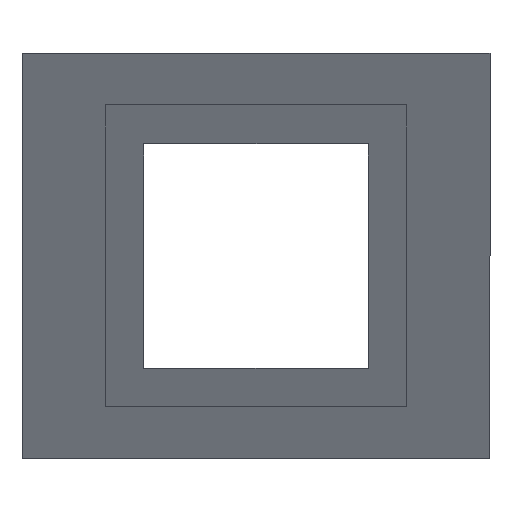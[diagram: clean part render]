
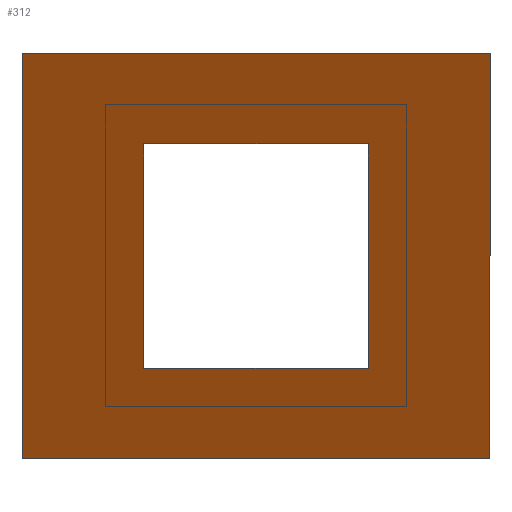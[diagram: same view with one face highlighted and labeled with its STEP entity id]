
A CAD part, front view. The second image highlights one B-rep face of the part: STEP entity #312.
In plain terms, the highlighted planar face has unit normal (0, -0.866, -0.5).
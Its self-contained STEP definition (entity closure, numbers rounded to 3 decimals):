
#159 = VERTEX_POINT ( 'NONE', #619 ) ;
#161 = EDGE_CURVE ( 'NONE', #162, #159, #618, .T. ) ;
#162 = VERTEX_POINT ( 'NONE', #614 ) ;
#197 = VERTEX_POINT ( 'NONE', #681 ) ;
#213 = VERTEX_POINT ( 'NONE', #654 ) ;
#215 = EDGE_CURVE ( 'NONE', #216, #213, #716, .T. ) ;
#216 = VERTEX_POINT ( 'NONE', #712 ) ;
#234 = EDGE_LOOP ( 'NONE', ( #235, #236, #238, #295 ) ) ;
#235 = ORIENTED_EDGE ( 'NONE', *, *, #215, .T. ) ;
#236 = ORIENTED_EDGE ( 'NONE', *, *, #237, .T. ) ;
#237 = EDGE_CURVE ( 'NONE', #213, #162, #749, .T. ) ;
#238 = ORIENTED_EDGE ( 'NONE', *, *, #161, .T. ) ;
#239 = EDGE_CURVE ( 'NONE', #264, #197, #745, .T. ) ;
#246 = VERTEX_POINT ( 'NONE', #731 ) ;
#248 = EDGE_CURVE ( 'NONE', #246, #264, #730, .T. ) ;
#255 = EDGE_CURVE ( 'NONE', #197, #256, #781, .T. ) ;
#256 = VERTEX_POINT ( 'NONE', #777 ) ;
#264 = VERTEX_POINT ( 'NONE', #762 ) ;
#295 = ORIENTED_EDGE ( 'NONE', *, *, #296, .T. ) ;
#296 = EDGE_CURVE ( 'NONE', #159, #216, #785, .T. ) ;
#297 = EDGE_LOOP ( 'NONE', ( #298, #299, #300, #301 ) ) ;
#298 = ORIENTED_EDGE ( 'NONE', *, *, #255, .F. ) ;
#299 = ORIENTED_EDGE ( 'NONE', *, *, #239, .F. ) ;
#300 = ORIENTED_EDGE ( 'NONE', *, *, #248, .F. ) ;
#301 = ORIENTED_EDGE ( 'NONE', *, *, #310, .F. ) ;
#310 = EDGE_CURVE ( 'NONE', #256, #246, #830, .T. ) ;
#312 = ADVANCED_FACE ( 'NONE', ( #823, #822 ), #821, .T. ) ;
#614 = CARTESIAN_POINT ( 'NONE',  ( 202.5, -275.107, 474.5 ) ) ;
#615 = DIRECTION ( 'NONE',  ( 0., 0.5, -0.866 ) ) ;
#616 = VECTOR ( 'NONE', #615, 1000. ) ;
#617 = CARTESIAN_POINT ( 'NONE',  ( 202.5, -41.281, 69.5 ) ) ;
#618 = LINE ( 'NONE', #617, #616 ) ;
#619 = CARTESIAN_POINT ( 'NONE',  ( 202.5, -41.281, 69.5 ) ) ;
#654 = CARTESIAN_POINT ( 'NONE',  ( -202.5, -275.107, 474.5 ) ) ;
#681 = CARTESIAN_POINT ( 'NONE',  ( 422.5, -369.444, 637.896 ) ) ;
#712 = CARTESIAN_POINT ( 'NONE',  ( -202.5, -41.281, 69.5 ) ) ;
#713 = DIRECTION ( 'NONE',  ( 0., -0.5, 0.866 ) ) ;
#714 = VECTOR ( 'NONE', #713, 1000. ) ;
#715 = CARTESIAN_POINT ( 'NONE',  ( -202.5, -275.107, 474.5 ) ) ;
#716 = LINE ( 'NONE', #715, #714 ) ;
#727 = DIRECTION ( 'NONE',  ( 0., -0.5, 0.866 ) ) ;
#728 = VECTOR ( 'NONE', #727, 1000. ) ;
#729 = CARTESIAN_POINT ( 'NONE',  ( -422.5, 53.056, -93.896 ) ) ;
#730 = LINE ( 'NONE', #729, #728 ) ;
#731 = CARTESIAN_POINT ( 'NONE',  ( -422.5, 53.056, -93.896 ) ) ;
#742 = DIRECTION ( 'NONE',  ( 1., 0., 0. ) ) ;
#743 = VECTOR ( 'NONE', #742, 1000. ) ;
#744 = CARTESIAN_POINT ( 'NONE',  ( 422.5, -369.444, 637.896 ) ) ;
#745 = LINE ( 'NONE', #744, #743 ) ;
#746 = DIRECTION ( 'NONE',  ( 1., 0., 0. ) ) ;
#747 = VECTOR ( 'NONE', #746, 1000. ) ;
#748 = CARTESIAN_POINT ( 'NONE',  ( 202.5, -275.107, 474.5 ) ) ;
#749 = LINE ( 'NONE', #748, #747 ) ;
#762 = CARTESIAN_POINT ( 'NONE',  ( -422.5, -369.444, 637.896 ) ) ;
#777 = CARTESIAN_POINT ( 'NONE',  ( 422.5, 53.056, -93.896 ) ) ;
#778 = DIRECTION ( 'NONE',  ( 0., 0.5, -0.866 ) ) ;
#779 = VECTOR ( 'NONE', #778, 1000. ) ;
#780 = CARTESIAN_POINT ( 'NONE',  ( 422.5, 53.056, -93.896 ) ) ;
#781 = LINE ( 'NONE', #780, #779 ) ;
#782 = DIRECTION ( 'NONE',  ( -1., 0., 0. ) ) ;
#783 = VECTOR ( 'NONE', #782, 1000. ) ;
#784 = CARTESIAN_POINT ( 'NONE',  ( -202.5, -41.281, 69.5 ) ) ;
#785 = LINE ( 'NONE', #784, #783 ) ;
#816 = DIRECTION ( 'NONE',  ( 0., 0.5, -0.866 ) ) ;
#817 = DIRECTION ( 'NONE',  ( 0., -0.866, -0.5 ) ) ;
#819 = CARTESIAN_POINT ( 'NONE',  ( 422.5, -369.444, 637.896 ) ) ;
#820 = AXIS2_PLACEMENT_3D ( 'NONE', #819, #817, #816 ) ;
#821 = PLANE ( 'NONE',  #820 ) ;
#822 = FACE_OUTER_BOUND ( 'NONE', #297, .T. ) ;
#823 = FACE_BOUND ( 'NONE', #234, .T. ) ;
#824 = DIRECTION ( 'NONE',  ( -1., 0., 0. ) ) ;
#825 = VECTOR ( 'NONE', #824, 1000. ) ;
#826 = CARTESIAN_POINT ( 'NONE',  ( 422.5, 53.056, -93.896 ) ) ;
#830 = LINE ( 'NONE', #826, #825 ) ;
